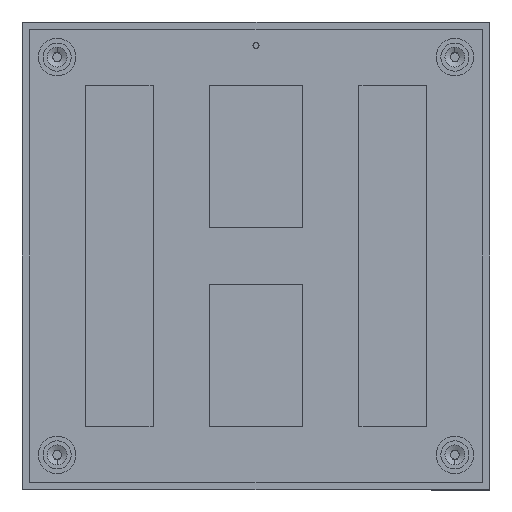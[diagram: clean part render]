
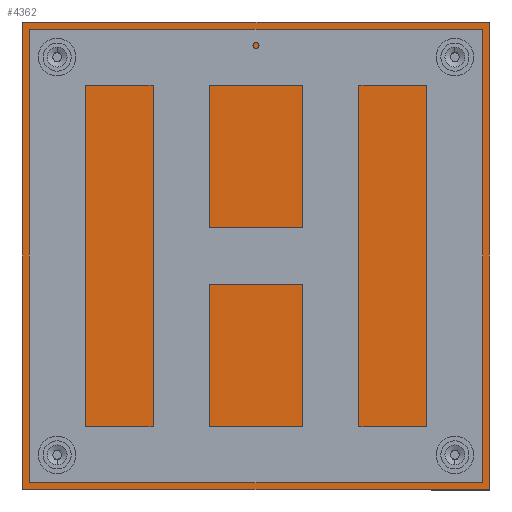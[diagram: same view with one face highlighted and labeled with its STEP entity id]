
A CAD part, front view. The second image highlights one B-rep face of the part: STEP entity #4362.
In plain terms, the highlighted planar face has unit normal (0, -1, 0).
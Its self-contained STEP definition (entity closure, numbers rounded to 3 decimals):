
#7 = VECTOR ( 'NONE', #298, 1000. ) ;
#298 = DIRECTION ( 'NONE',  ( 0., 0., 1. ) ) ;
#319 = VERTEX_POINT ( 'NONE', #3054 ) ;
#893 = LINE ( 'NONE', #1500, #3520 ) ;
#985 = EDGE_CURVE ( 'NONE', #2293, #1141, #3708, .T. ) ;
#1020 = ORIENTED_EDGE ( 'NONE', *, *, #3263, .F. ) ;
#1141 = VERTEX_POINT ( 'NONE', #3689 ) ;
#1299 = LINE ( 'NONE', #1632, #3155 ) ;
#1500 = CARTESIAN_POINT ( 'NONE',  ( 498., -1.5, -498.5 ) ) ;
#1632 = CARTESIAN_POINT ( 'NONE',  ( -498., -1.5, 498.5 ) ) ;
#1638 = CARTESIAN_POINT ( 'NONE',  ( -498., -1.5, -498.5 ) ) ;
#1726 = DIRECTION ( 'NONE',  ( -1., 0., 0. ) ) ;
#1821 = FACE_OUTER_BOUND ( 'NONE', #2513, .T. ) ;
#1904 = DIRECTION ( 'NONE',  ( 0., 0., 1. ) ) ;
#1933 = EDGE_CURVE ( 'NONE', #2664, #319, #1299, .T. ) ;
#1972 = ORIENTED_EDGE ( 'NONE', *, *, #1933, .F. ) ;
#2164 = AXIS2_PLACEMENT_3D ( 'NONE', #3562, #3213, #1904 ) ;
#2183 = EDGE_CURVE ( 'NONE', #319, #2293, #893, .T. ) ;
#2293 = VERTEX_POINT ( 'NONE', #2562 ) ;
#2513 = EDGE_LOOP ( 'NONE', ( #2720, #1972, #1020, #3551 ) ) ;
#2562 = CARTESIAN_POINT ( 'NONE',  ( 498., -1.5, -498.5 ) ) ;
#2664 = VERTEX_POINT ( 'NONE', #4481 ) ;
#2712 = CARTESIAN_POINT ( 'NONE',  ( -498., -1.5, -498.5 ) ) ;
#2720 = ORIENTED_EDGE ( 'NONE', *, *, #2183, .F. ) ;
#3054 = CARTESIAN_POINT ( 'NONE',  ( 498., -1.5, 498.5 ) ) ;
#3098 = DIRECTION ( 'NONE',  ( 1., 0., 0. ) ) ;
#3155 = VECTOR ( 'NONE', #3098, 1000. ) ;
#3195 = PLANE ( 'NONE',  #2164 ) ;
#3213 = DIRECTION ( 'NONE',  ( 0., 1., 0. ) ) ;
#3263 = EDGE_CURVE ( 'NONE', #1141, #2664, #3399, .T. ) ;
#3399 = LINE ( 'NONE', #1638, #7 ) ;
#3520 = VECTOR ( 'NONE', #4003, 1000. ) ;
#3551 = ORIENTED_EDGE ( 'NONE', *, *, #985, .F. ) ;
#3562 = CARTESIAN_POINT ( 'NONE',  ( 0., -1.5, 0. ) ) ;
#3689 = CARTESIAN_POINT ( 'NONE',  ( -498., -1.5, -498.5 ) ) ;
#3708 = LINE ( 'NONE', #2712, #4425 ) ;
#4003 = DIRECTION ( 'NONE',  ( 0., 0., -1. ) ) ;
#4362 = ADVANCED_FACE ( 'NONE', ( #1821 ), #3195, .F. ) ;
#4425 = VECTOR ( 'NONE', #1726, 1000. ) ;
#4481 = CARTESIAN_POINT ( 'NONE',  ( -498., -1.5, 498.5 ) ) ;
